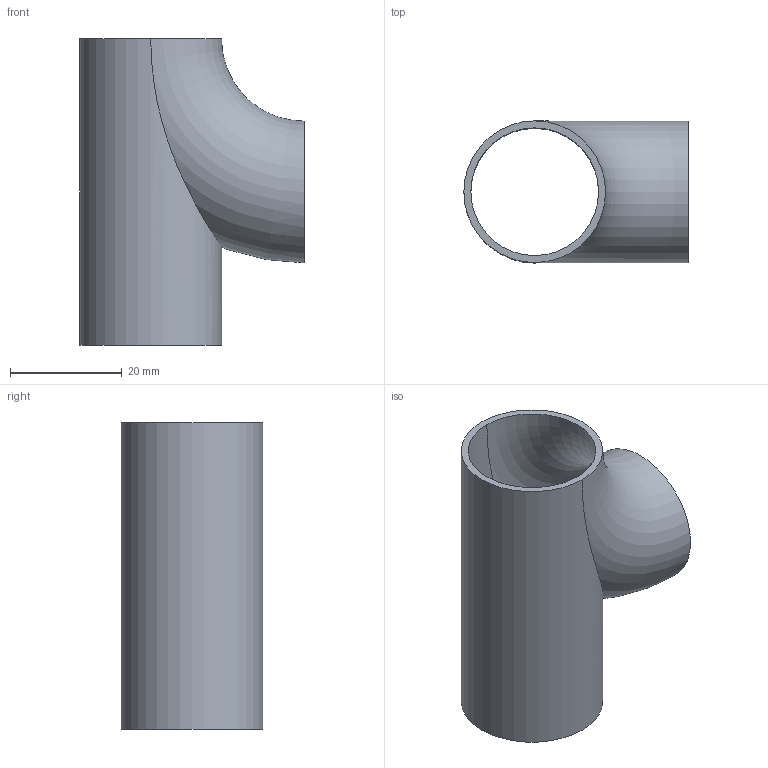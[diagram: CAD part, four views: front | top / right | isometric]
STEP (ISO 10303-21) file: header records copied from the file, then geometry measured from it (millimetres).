
FILE_DESCRIPTION((''),'2;1');
FILE_NAME('47201100X.stp','2010-08-17T10:22:39',('thilbrands'),(''),'Autodesk Inventor 2008','Autodesk Inventor 2008','');
FILE_SCHEMA(('AUTOMOTIVE_DESIGN { 1 0 10303 214 1 1 1 1 }'));
Length unit declared in the file: millimetre
Products named in the file (1): 472011001
Bounding box: 40.2 x 25.4 x 55 mm (x, y, z)
Volume: 6412.2 mm3; surface area: 10537.8 mm2
Topology: 1 solids, 1 shells, 7 faces, 18 edges, 12 vertices
Faces by surface type: plane 3, cylinder 2, torus 2
Full cylindrical faces by diameter (mm): 22.9 x1, 25.4 x1
Entity records: 356 total; most frequent: CARTESIAN_POINT 188, DIRECTION 32, ORIENTED_EDGE 20, AXIS2_PLACEMENT_3D 16, EDGE_LOOP 14, EDGE_CURVE 10, VERTEX_POINT 8, CIRCLE 8
